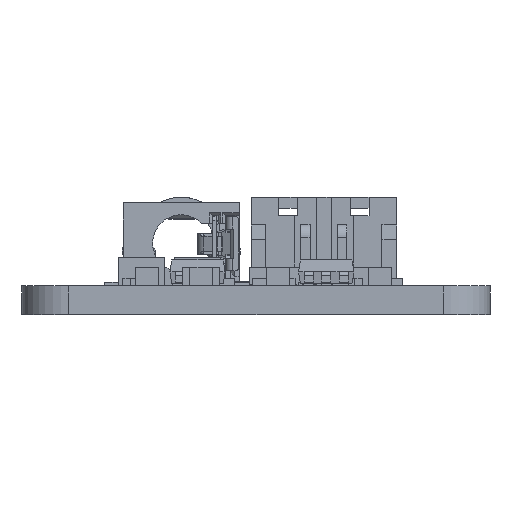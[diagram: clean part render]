
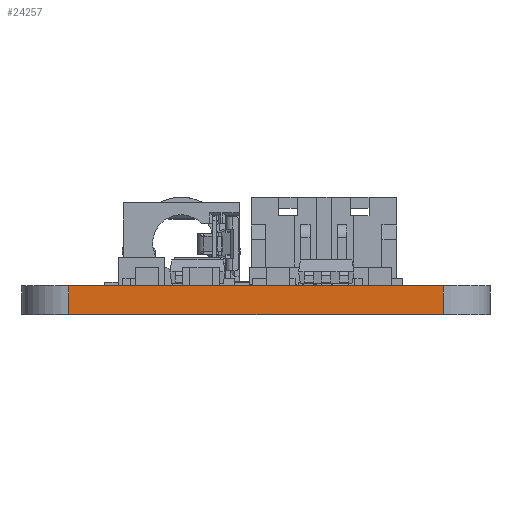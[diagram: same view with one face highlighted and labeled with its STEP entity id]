
A CAD part, left-side view. The second image highlights one B-rep face of the part: STEP entity #24257.
In plain terms, the highlighted planar face has unit normal (-1, 0, 0).
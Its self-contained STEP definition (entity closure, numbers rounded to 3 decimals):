
#513=PLANE('',#25917);
#1531=FACE_OUTER_BOUND('',#2948,.T.);
#2948=EDGE_LOOP('',(#16964,#16965,#16966,#16967));
#4419=LINE('',#35286,#7146);
#4427=LINE('',#35309,#7154);
#4428=LINE('',#35312,#7155);
#4429=LINE('',#35313,#7156);
#7146=VECTOR('',#28446,10.);
#7154=VECTOR('',#28470,10.);
#7155=VECTOR('',#28473,10.);
#7156=VECTOR('',#28474,10.);
#10726=VERTEX_POINT('',#35283);
#10727=VERTEX_POINT('',#35285);
#10734=VERTEX_POINT('',#35307);
#10735=VERTEX_POINT('',#35311);
#13173=EDGE_CURVE('',#10726,#10727,#4419,.T.);
#13185=EDGE_CURVE('',#10726,#10734,#4427,.T.);
#13186=EDGE_CURVE('',#10735,#10734,#4428,.T.);
#13187=EDGE_CURVE('',#10727,#10735,#4429,.T.);
#16964=ORIENTED_EDGE('',*,*,#13173,.F.);
#16965=ORIENTED_EDGE('',*,*,#13185,.T.);
#16966=ORIENTED_EDGE('',*,*,#13186,.F.);
#16967=ORIENTED_EDGE('',*,*,#13187,.F.);
#24257=ADVANCED_FACE('',(#1531),#513,.T.);
#25917=AXIS2_PLACEMENT_3D('',#35310,#28471,#28472);
#28446=DIRECTION('',(0.,1.,0.));
#28470=DIRECTION('',(0.,0.,1.));
#28471=DIRECTION('center_axis',(-1.,0.,0.));
#28472=DIRECTION('ref_axis',(0.,-1.,0.));
#28473=DIRECTION('',(0.,-1.,0.));
#28474=DIRECTION('',(0.,0.,1.));
#35283=CARTESIAN_POINT('',(0.,2.54,0.));
#35285=CARTESIAN_POINT('',(0.,22.86,0.));
#35286=CARTESIAN_POINT('',(0.,2.54,0.));
#35307=CARTESIAN_POINT('',(0.,2.54,1.57));
#35309=CARTESIAN_POINT('',(0.,2.54,0.));
#35310=CARTESIAN_POINT('Origin',(0.,22.86,0.));
#35311=CARTESIAN_POINT('',(0.,22.86,1.57));
#35312=CARTESIAN_POINT('',(0.,2.54,1.57));
#35313=CARTESIAN_POINT('',(0.,22.86,0.));
